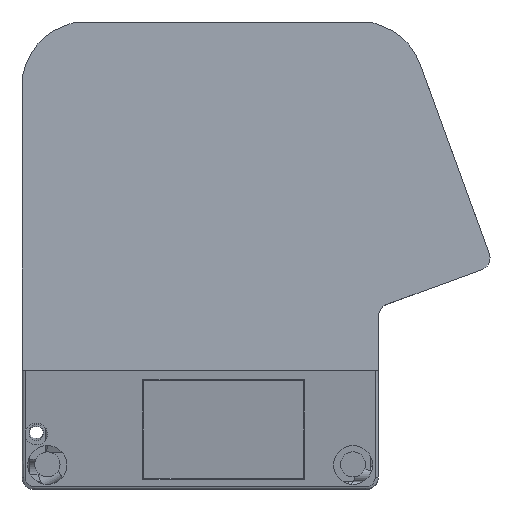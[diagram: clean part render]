
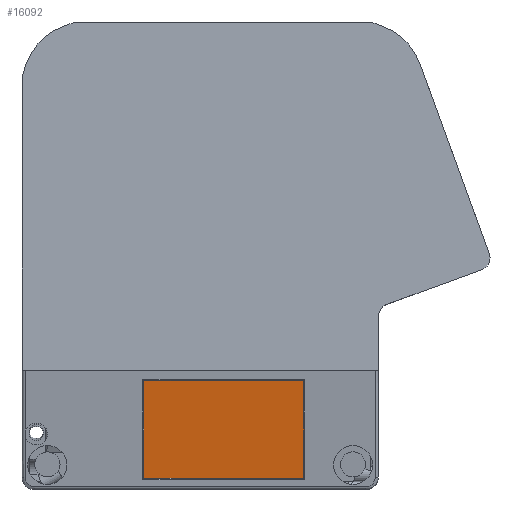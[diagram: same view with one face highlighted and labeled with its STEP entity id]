
A CAD part, front view. The second image highlights one B-rep face of the part: STEP entity #16092.
In plain terms, the highlighted planar face has unit normal (0, -0.988, -0.156).
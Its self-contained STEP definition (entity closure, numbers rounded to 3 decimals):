
#5075 = PLANE('',#5076);
#5076 = AXIS2_PLACEMENT_3D('',#5077,#5078,#5079);
#5077 = CARTESIAN_POINT('',(-164.379,-11.803,
    6.106));
#5078 = DIRECTION('',(0.707,0.698,0.111));
#5079 = DIRECTION('',(0.155,0.,-0.988)
  );
#5103 = PLANE('',#5104);
#5104 = AXIS2_PLACEMENT_3D('',#5105,#5106,#5107);
#5105 = CARTESIAN_POINT('',(-206.104,-4.833,
    -37.901));
#5106 = DIRECTION('',(0.,0.809,-0.588));
#5107 = DIRECTION('',(-1.,0.,0.));
#5131 = PLANE('',#5132);
#5132 = AXIS2_PLACEMENT_3D('',#5133,#5134,#5135);
#5133 = CARTESIAN_POINT('',(-228.768,-14.912,
    25.737));
#5134 = DIRECTION('',(-0.707,0.698,0.111));
#5135 = DIRECTION('',(0.155,0.,0.988)
  );
#5157 = PLANE('',#5158);
#5158 = AXIS2_PLACEMENT_3D('',#5159,#5160,#5161);
#5159 = CARTESIAN_POINT('',(-174.1,-11.111,
    1.737));
#5160 = DIRECTION('',(0.,0.588,0.809));
#5161 = DIRECTION('',(1.,0.,0.));
#11359 = VERTEX_POINT('',#11360);
#11360 = CARTESIAN_POINT('',(-164.569,-10.893,
    1.578));
#11381 = EDGE_CURVE('',#11382,#11359,#11384,.T.);
#11382 = VERTEX_POINT('',#11383);
#11383 = CARTESIAN_POINT('',(-164.569,-4.675,
    -37.683));
#11384 = SURFACE_CURVE('',#11385,(#11389,#11396),.PCURVE_S1.);
#11385 = LINE('',#11386,#11387);
#11386 = CARTESIAN_POINT('',(-164.569,-4.675,
    -37.683));
#11387 = VECTOR('',#11388,1.);
#11388 = DIRECTION('',(0.,-0.156,0.988));
#11389 = PCURVE('',#5075,#11390);
#11390 = DEFINITIONAL_REPRESENTATION('',(#11391),#11395);
#11391 = LINE('',#11392,#11393);
#11392 = CARTESIAN_POINT('',(43.233,9.96));
#11393 = VECTOR('',#11394,1.);
#11394 = DIRECTION('',(-0.976,-0.219));
#11395 = ( GEOMETRIC_REPRESENTATION_CONTEXT(2) 
PARAMETRIC_REPRESENTATION_CONTEXT() REPRESENTATION_CONTEXT('2D SPACE',''
  ) );
#11396 = PCURVE('',#11397,#11402);
#11397 = PLANE('',#11398);
#11398 = AXIS2_PLACEMENT_3D('',#11399,#11400,#11401);
#11399 = CARTESIAN_POINT('',(-196.573,-7.784,
    -18.052));
#11400 = DIRECTION('',(0.,-0.988,-0.156));
#11401 = DIRECTION('',(0.,-0.156,0.988));
#11402 = DEFINITIONAL_REPRESENTATION('',(#11403),#11407);
#11403 = LINE('',#11404,#11405);
#11404 = CARTESIAN_POINT('',(-19.876,-32.004));
#11405 = VECTOR('',#11406,1.);
#11406 = DIRECTION('',(1.,0.));
#11407 = ( GEOMETRIC_REPRESENTATION_CONTEXT(2) 
PARAMETRIC_REPRESENTATION_CONTEXT() REPRESENTATION_CONTEXT('2D SPACE',''
  ) );
#11435 = EDGE_CURVE('',#11436,#11382,#11438,.T.);
#11436 = VERTEX_POINT('',#11437);
#11437 = CARTESIAN_POINT('',(-228.577,-4.675,
    -37.683));
#11438 = SURFACE_CURVE('',#11439,(#11443,#11450),.PCURVE_S1.);
#11439 = LINE('',#11440,#11441);
#11440 = CARTESIAN_POINT('',(-228.577,-4.675,
    -37.683));
#11441 = VECTOR('',#11442,1.);
#11442 = DIRECTION('',(1.,0.,0.));
#11443 = PCURVE('',#5103,#11444);
#11444 = DEFINITIONAL_REPRESENTATION('',(#11445),#11449);
#11445 = LINE('',#11446,#11447);
#11446 = CARTESIAN_POINT('',(22.473,0.269));
#11447 = VECTOR('',#11448,1.);
#11448 = DIRECTION('',(-1.,0.));
#11449 = ( GEOMETRIC_REPRESENTATION_CONTEXT(2) 
PARAMETRIC_REPRESENTATION_CONTEXT() REPRESENTATION_CONTEXT('2D SPACE',''
  ) );
#11450 = PCURVE('',#11397,#11451);
#11451 = DEFINITIONAL_REPRESENTATION('',(#11452),#11456);
#11452 = LINE('',#11453,#11454);
#11453 = CARTESIAN_POINT('',(-19.876,32.004));
#11454 = VECTOR('',#11455,1.);
#11455 = DIRECTION('',(0.,-1.));
#11456 = ( GEOMETRIC_REPRESENTATION_CONTEXT(2) 
PARAMETRIC_REPRESENTATION_CONTEXT() REPRESENTATION_CONTEXT('2D SPACE',''
  ) );
#11482 = EDGE_CURVE('',#11483,#11436,#11485,.T.);
#11483 = VERTEX_POINT('',#11484);
#11484 = CARTESIAN_POINT('',(-228.577,-10.893,
    1.578));
#11485 = SURFACE_CURVE('',#11486,(#11490,#11497),.PCURVE_S1.);
#11486 = LINE('',#11487,#11488);
#11487 = CARTESIAN_POINT('',(-228.577,-10.893,
    1.578));
#11488 = VECTOR('',#11489,1.);
#11489 = DIRECTION('',(0.,0.156,-0.988));
#11490 = PCURVE('',#5131,#11491);
#11491 = DEFINITIONAL_REPRESENTATION('',(#11492),#11496);
#11492 = LINE('',#11493,#11494);
#11493 = CARTESIAN_POINT('',(-23.839,5.616));
#11494 = VECTOR('',#11495,1.);
#11495 = DIRECTION('',(-0.976,0.219));
#11496 = ( GEOMETRIC_REPRESENTATION_CONTEXT(2) 
PARAMETRIC_REPRESENTATION_CONTEXT() REPRESENTATION_CONTEXT('2D SPACE',''
  ) );
#11497 = PCURVE('',#11397,#11498);
#11498 = DEFINITIONAL_REPRESENTATION('',(#11499),#11503);
#11499 = LINE('',#11500,#11501);
#11500 = CARTESIAN_POINT('',(19.876,32.004));
#11501 = VECTOR('',#11502,1.);
#11502 = DIRECTION('',(-1.,0.));
#11503 = ( GEOMETRIC_REPRESENTATION_CONTEXT(2) 
PARAMETRIC_REPRESENTATION_CONTEXT() REPRESENTATION_CONTEXT('2D SPACE',''
  ) );
#11533 = EDGE_CURVE('',#11359,#11483,#11534,.T.);
#11534 = SURFACE_CURVE('',#11535,(#11539,#11546),.PCURVE_S1.);
#11535 = LINE('',#11536,#11537);
#11536 = CARTESIAN_POINT('',(-164.569,-10.893,
    1.578));
#11537 = VECTOR('',#11538,1.);
#11538 = DIRECTION('',(-1.,0.,0.));
#11539 = PCURVE('',#5157,#11540);
#11540 = DEFINITIONAL_REPRESENTATION('',(#11541),#11545);
#11541 = LINE('',#11542,#11543);
#11542 = CARTESIAN_POINT('',(9.531,0.269));
#11543 = VECTOR('',#11544,1.);
#11544 = DIRECTION('',(-1.,0.));
#11545 = ( GEOMETRIC_REPRESENTATION_CONTEXT(2) 
PARAMETRIC_REPRESENTATION_CONTEXT() REPRESENTATION_CONTEXT('2D SPACE',''
  ) );
#11546 = PCURVE('',#11397,#11547);
#11547 = DEFINITIONAL_REPRESENTATION('',(#11548),#11552);
#11548 = LINE('',#11549,#11550);
#11549 = CARTESIAN_POINT('',(19.876,-32.004));
#11550 = VECTOR('',#11551,1.);
#11551 = DIRECTION('',(0.,1.));
#11552 = ( GEOMETRIC_REPRESENTATION_CONTEXT(2) 
PARAMETRIC_REPRESENTATION_CONTEXT() REPRESENTATION_CONTEXT('2D SPACE',''
  ) );
#16092 = ADVANCED_FACE('',(#16093),#11397,.T.);
#16093 = FACE_BOUND('',#16094,.T.);
#16094 = EDGE_LOOP('',(#16095,#16096,#16097,#16098));
#16095 = ORIENTED_EDGE('',*,*,#11533,.T.);
#16096 = ORIENTED_EDGE('',*,*,#11482,.T.);
#16097 = ORIENTED_EDGE('',*,*,#11435,.T.);
#16098 = ORIENTED_EDGE('',*,*,#11381,.T.);
